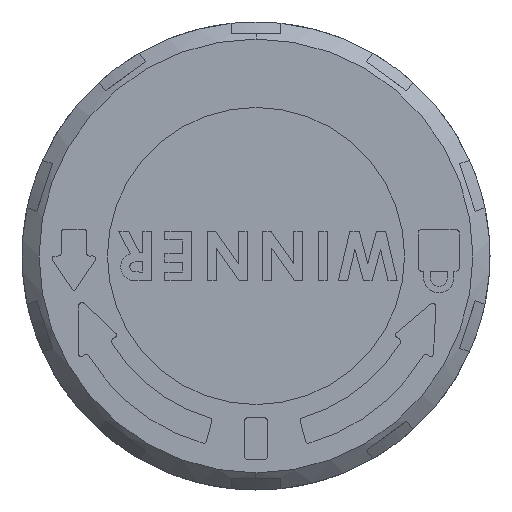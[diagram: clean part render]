
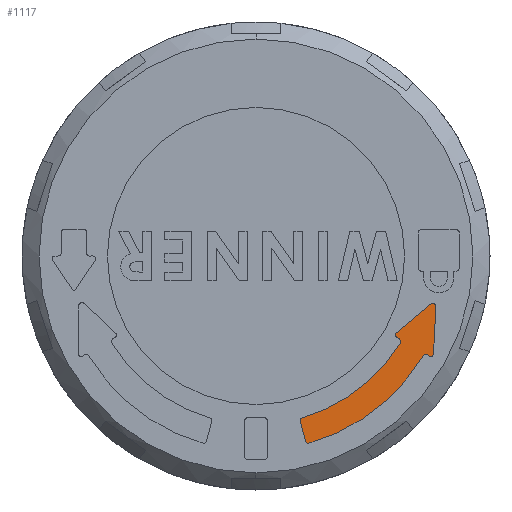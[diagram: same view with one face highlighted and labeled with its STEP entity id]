
A CAD part, left-side view. The second image highlights one B-rep face of the part: STEP entity #1117.
In plain terms, the highlighted planar face has unit normal (-1, 0, 0).
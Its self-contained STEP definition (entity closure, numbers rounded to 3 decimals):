
#103 = VECTOR ( 'NONE', #9668, 1000. ) ;
#135 = AXIS2_PLACEMENT_3D ( 'NONE', #247, #10378, #3931 ) ;
#247 = CARTESIAN_POINT ( 'NONE',  ( -71.74, -13.438, -3.853 ) ) ;
#299 = ORIENTED_EDGE ( 'NONE', *, *, #14683, .T. ) ;
#453 = VERTEX_POINT ( 'NONE', #16202 ) ;
#587 = CARTESIAN_POINT ( 'NONE',  ( -71.74, -12.692, -7.612 ) ) ;
#702 = CARTESIAN_POINT ( 'NONE',  ( -71.74, -3.364, -12.556 ) ) ;
#1050 = CARTESIAN_POINT ( 'NONE',  ( -71.74, -13.278, -3.662 ) ) ;
#1117 = ADVANCED_FACE ( 'NONE', ( #14018 ), #9730, .T. ) ;
#1154 = DIRECTION ( 'NONE',  ( 1., 0., 0. ) ) ;
#1163 = CARTESIAN_POINT ( 'NONE',  ( -71.74, -10.798, -6.003 ) ) ;
#1294 = CARTESIAN_POINT ( 'NONE',  ( -71.74, -3.778, -14.101 ) ) ;
#1686 = CIRCLE ( 'NONE', #10586, 0.2 ) ;
#1764 = VERTEX_POINT ( 'NONE', #587 ) ;
#1805 = DIRECTION ( 'NONE',  ( 0., -0.866, -0.5 ) ) ;
#1807 = AXIS2_PLACEMENT_3D ( 'NONE', #2061, #4722, #14981 ) ;
#2000 = VERTEX_POINT ( 'NONE', #7875 ) ;
#2061 = CARTESIAN_POINT ( 'NONE',  ( -71.74, -12.907, -7.74 ) ) ;
#2162 = CIRCLE ( 'NONE', #3123, 0.25 ) ;
#2188 = CARTESIAN_POINT ( 'NONE',  ( -71.74, 0., 0. ) ) ;
#2366 = AXIS2_PLACEMENT_3D ( 'NONE', #5566, #9616, #9448 ) ;
#2369 = AXIS2_PLACEMENT_3D ( 'NONE', #2188, #3514, #15162 ) ;
#2422 = CARTESIAN_POINT ( 'NONE',  ( -71.74, -12.907, -7.74 ) ) ;
#2532 = CARTESIAN_POINT ( 'NONE',  ( -71.74, -13.438, -3.603 ) ) ;
#2703 = EDGE_CURVE ( 'NONE', #8344, #7795, #6839, .T. ) ;
#2717 = LINE ( 'NONE', #11715, #8353 ) ;
#2730 = CARTESIAN_POINT ( 'NONE',  ( -71.74, -13.5, -7.458 ) ) ;
#2758 = CARTESIAN_POINT ( 'NONE',  ( -71.74, -13.5, -7.458 ) ) ;
#2995 = EDGE_CURVE ( 'NONE', #7795, #11704, #3832, .T. ) ;
#3077 = CARTESIAN_POINT ( 'NONE',  ( -71.74, -10.741, -6.49 ) ) ;
#3123 = AXIS2_PLACEMENT_3D ( 'NONE', #2422, #1154, #4776 ) ;
#3204 = CIRCLE ( 'NONE', #2369, 14.8 ) ;
#3248 = ORIENTED_EDGE ( 'NONE', *, *, #8378, .T. ) ;
#3325 = CARTESIAN_POINT ( 'NONE',  ( -71.74, -13.032, -7.524 ) ) ;
#3503 = CIRCLE ( 'NONE', #10464, 0.2 ) ;
#3514 = DIRECTION ( 'NONE',  ( -1., 0., 0. ) ) ;
#3532 = EDGE_LOOP ( 'NONE', ( #299, #3919, #15750, #5489, #8055, #3580, #8481, #9272, #3248, #11094, #11480, #14237, #11869, #13414, #14917, #8734 ) ) ;
#3580 = ORIENTED_EDGE ( 'NONE', *, *, #4835, .T. ) ;
#3832 = CIRCLE ( 'NONE', #11276, 0.2 ) ;
#3919 = ORIENTED_EDGE ( 'NONE', *, *, #13760, .T. ) ;
#3929 = CIRCLE ( 'NONE', #2366, 0.2 ) ;
#3931 = DIRECTION ( 'NONE',  ( 0., 0., 1. ) ) ;
#4312 = EDGE_CURVE ( 'NONE', #15121, #1764, #3204, .T. ) ;
#4400 = CARTESIAN_POINT ( 'NONE',  ( -71.74, -13.688, -3.866 ) ) ;
#4512 = VERTEX_POINT ( 'NONE', #8888 ) ;
#4550 = DIRECTION ( 'NONE',  ( 1., 0., 0. ) ) ;
#4646 = VERTEX_POINT ( 'NONE', #16091 ) ;
#4722 = DIRECTION ( 'NONE',  ( -1., 0., 0. ) ) ;
#4776 = DIRECTION ( 'NONE',  ( 0., 0., 1. ) ) ;
#4835 = EDGE_CURVE ( 'NONE', #14249, #7243, #9185, .T. ) ;
#4904 = VECTOR ( 'NONE', #16667, 1000. ) ;
#5061 = CARTESIAN_POINT ( 'NONE',  ( -71.74, -10.955, -6.62 ) ) ;
#5067 = CARTESIAN_POINT ( 'NONE',  ( -71.74, -13.3, -7.448 ) ) ;
#5489 = ORIENTED_EDGE ( 'NONE', *, *, #7227, .T. ) ;
#5512 = CIRCLE ( 'NONE', #8731, 0.25 ) ;
#5566 = CARTESIAN_POINT ( 'NONE',  ( -71.74, -3.972, -14.049 ) ) ;
#5875 = DIRECTION ( 'NONE',  ( 0., 0., -1. ) ) ;
#6390 = DIRECTION ( 'NONE',  ( 0., 0., 1. ) ) ;
#6404 = CARTESIAN_POINT ( 'NONE',  ( -71.74, 0., 0. ) ) ;
#6447 = DIRECTION ( 'NONE',  ( 0., -0.052, 0.999 ) ) ;
#6839 = CIRCLE ( 'NONE', #13372, 12.8 ) ;
#7139 = VERTEX_POINT ( 'NONE', #11111 ) ;
#7194 = EDGE_CURVE ( 'NONE', #7243, #13812, #5512, .T. ) ;
#7227 = EDGE_CURVE ( 'NONE', #7139, #15330, #3503, .T. ) ;
#7243 = VERTEX_POINT ( 'NONE', #2532 ) ;
#7264 = AXIS2_PLACEMENT_3D ( 'NONE', #3077, #15874, #9421 ) ;
#7305 = LINE ( 'NONE', #702, #103 ) ;
#7743 = DIRECTION ( 'NONE',  ( 0., 0., 1. ) ) ;
#7760 = EDGE_CURVE ( 'NONE', #11704, #9114, #7305, .T. ) ;
#7795 = VERTEX_POINT ( 'NONE', #9550 ) ;
#7875 = CARTESIAN_POINT ( 'NONE',  ( -71.74, -10.866, -6.274 ) ) ;
#8055 = ORIENTED_EDGE ( 'NONE', *, *, #16352, .T. ) ;
#8344 = VERTEX_POINT ( 'NONE', #5061 ) ;
#8353 = VECTOR ( 'NONE', #11956, 1000. ) ;
#8378 = EDGE_CURVE ( 'NONE', #453, #4646, #1686, .T. ) ;
#8481 = ORIENTED_EDGE ( 'NONE', *, *, #7194, .T. ) ;
#8517 = LINE ( 'NONE', #2758, #9532 ) ;
#8731 = AXIS2_PLACEMENT_3D ( 'NONE', #11481, #11417, #6390 ) ;
#8734 = ORIENTED_EDGE ( 'NONE', *, *, #4312, .T. ) ;
#8874 = DIRECTION ( 'NONE',  ( -1., 0., 0. ) ) ;
#8888 = CARTESIAN_POINT ( 'NONE',  ( -71.74, -12.907, -7.49 ) ) ;
#9114 = VERTEX_POINT ( 'NONE', #1294 ) ;
#9157 = CIRCLE ( 'NONE', #12715, 0.25 ) ;
#9185 = CIRCLE ( 'NONE', #135, 0.25 ) ;
#9218 = CARTESIAN_POINT ( 'NONE',  ( -71.74, -3.364, -12.556 ) ) ;
#9272 = ORIENTED_EDGE ( 'NONE', *, *, #15594, .T. ) ;
#9421 = DIRECTION ( 'NONE',  ( 0., 0., 1. ) ) ;
#9448 = DIRECTION ( 'NONE',  ( 0., 0., 1. ) ) ;
#9532 = VECTOR ( 'NONE', #6447, 1000. ) ;
#9550 = CARTESIAN_POINT ( 'NONE',  ( -71.74, -3.503, -12.311 ) ) ;
#9592 = EDGE_CURVE ( 'NONE', #2000, #8344, #11126, .T. ) ;
#9616 = DIRECTION ( 'NONE',  ( -1., 0., 0. ) ) ;
#9668 = DIRECTION ( 'NONE',  ( 0., -0.259, -0.966 ) ) ;
#9730 = PLANE ( 'NONE',  #1807 ) ;
#10291 = DIRECTION ( 'NONE',  ( 0., 0., -1. ) ) ;
#10344 = DIRECTION ( 'NONE',  ( 0., 0., 1. ) ) ;
#10378 = DIRECTION ( 'NONE',  ( -1., 0., 0. ) ) ;
#10464 = AXIS2_PLACEMENT_3D ( 'NONE', #5067, #15382, #10344 ) ;
#10541 = CARTESIAN_POINT ( 'NONE',  ( -71.74, -13.032, -7.524 ) ) ;
#10586 = AXIS2_PLACEMENT_3D ( 'NONE', #1163, #8874, #7743 ) ;
#10833 = VERTEX_POINT ( 'NONE', #3325 ) ;
#10979 = CARTESIAN_POINT ( 'NONE',  ( -71.74, -10.698, -6.177 ) ) ;
#11094 = ORIENTED_EDGE ( 'NONE', *, *, #15757, .T. ) ;
#11111 = CARTESIAN_POINT ( 'NONE',  ( -71.74, -13.2, -7.621 ) ) ;
#11126 = CIRCLE ( 'NONE', #7264, 0.25 ) ;
#11276 = AXIS2_PLACEMENT_3D ( 'NONE', #11470, #12013, #5875 ) ;
#11417 = DIRECTION ( 'NONE',  ( -1., 0., 0. ) ) ;
#11470 = CARTESIAN_POINT ( 'NONE',  ( -71.74, -3.557, -12.504 ) ) ;
#11480 = ORIENTED_EDGE ( 'NONE', *, *, #9592, .T. ) ;
#11481 = CARTESIAN_POINT ( 'NONE',  ( -71.74, -13.438, -3.853 ) ) ;
#11704 = VERTEX_POINT ( 'NONE', #9218 ) ;
#11715 = CARTESIAN_POINT ( 'NONE',  ( -71.74, -13.278, -3.662 ) ) ;
#11869 = ORIENTED_EDGE ( 'NONE', *, *, #2995, .T. ) ;
#11956 = DIRECTION ( 'NONE',  ( 0., 0.766, -0.643 ) ) ;
#12013 = DIRECTION ( 'NONE',  ( -1., 0., 0. ) ) ;
#12715 = AXIS2_PLACEMENT_3D ( 'NONE', #16059, #4550, #13582 ) ;
#13372 = AXIS2_PLACEMENT_3D ( 'NONE', #6404, #15451, #10291 ) ;
#13414 = ORIENTED_EDGE ( 'NONE', *, *, #7760, .T. ) ;
#13582 = DIRECTION ( 'NONE',  ( 0., 0., 1. ) ) ;
#13760 = EDGE_CURVE ( 'NONE', #4512, #10833, #2162, .T. ) ;
#13812 = VERTEX_POINT ( 'NONE', #1050 ) ;
#13996 = VECTOR ( 'NONE', #1805, 1000. ) ;
#14002 = EDGE_CURVE ( 'NONE', #9114, #15121, #3929, .T. ) ;
#14018 = FACE_OUTER_BOUND ( 'NONE', #3532, .T. ) ;
#14237 = ORIENTED_EDGE ( 'NONE', *, *, #2703, .T. ) ;
#14249 = VERTEX_POINT ( 'NONE', #4400 ) ;
#14251 = CARTESIAN_POINT ( 'NONE',  ( -71.74, -4.026, -14.242 ) ) ;
#14595 = LINE ( 'NONE', #10979, #4904 ) ;
#14683 = EDGE_CURVE ( 'NONE', #1764, #4512, #9157, .T. ) ;
#14814 = LINE ( 'NONE', #10541, #13996 ) ;
#14917 = ORIENTED_EDGE ( 'NONE', *, *, #14002, .T. ) ;
#14981 = DIRECTION ( 'NONE',  ( 0., 0., 1. ) ) ;
#15121 = VERTEX_POINT ( 'NONE', #14251 ) ;
#15162 = DIRECTION ( 'NONE',  ( 0., 0., 1. ) ) ;
#15330 = VERTEX_POINT ( 'NONE', #2730 ) ;
#15371 = EDGE_CURVE ( 'NONE', #10833, #7139, #14814, .T. ) ;
#15382 = DIRECTION ( 'NONE',  ( -1., 0., 0. ) ) ;
#15451 = DIRECTION ( 'NONE',  ( 1., 0., 0. ) ) ;
#15594 = EDGE_CURVE ( 'NONE', #13812, #453, #2717, .T. ) ;
#15750 = ORIENTED_EDGE ( 'NONE', *, *, #15371, .T. ) ;
#15757 = EDGE_CURVE ( 'NONE', #4646, #2000, #14595, .T. ) ;
#15874 = DIRECTION ( 'NONE',  ( 1., 0., 0. ) ) ;
#16059 = CARTESIAN_POINT ( 'NONE',  ( -71.74, -12.907, -7.74 ) ) ;
#16091 = CARTESIAN_POINT ( 'NONE',  ( -71.74, -10.698, -6.177 ) ) ;
#16202 = CARTESIAN_POINT ( 'NONE',  ( -71.74, -10.67, -5.85 ) ) ;
#16352 = EDGE_CURVE ( 'NONE', #15330, #14249, #8517, .T. ) ;
#16667 = DIRECTION ( 'NONE',  ( 0., -0.866, -0.5 ) ) ;
